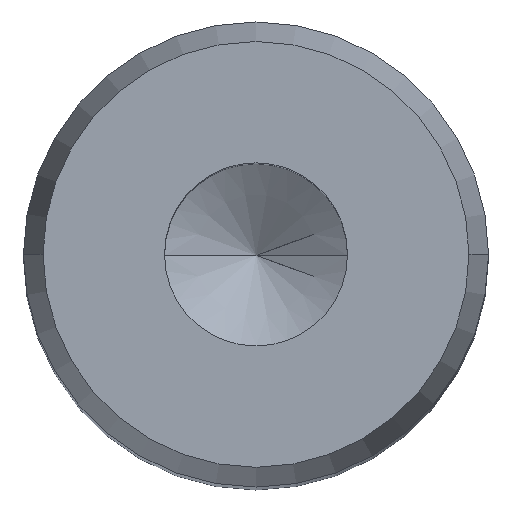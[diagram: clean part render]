
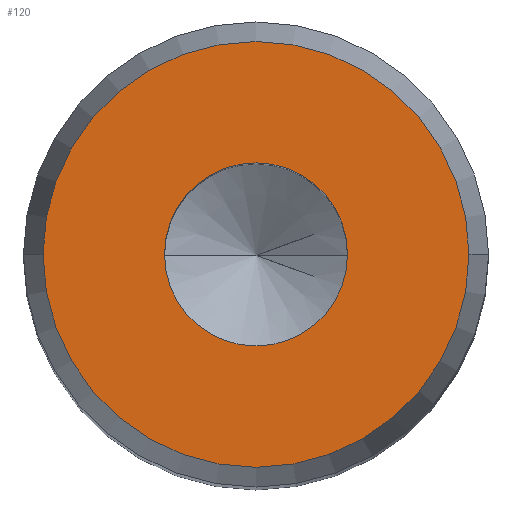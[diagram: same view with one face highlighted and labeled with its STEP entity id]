
A CAD part, top view. The second image highlights one B-rep face of the part: STEP entity #120.
In plain terms, the highlighted planar face has unit normal (0, 0, 1).
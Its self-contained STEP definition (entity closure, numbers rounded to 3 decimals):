
#2 = CARTESIAN_POINT ( 'NONE',  ( 5.814, 0., 50. ) ) ;
#12 = AXIS2_PLACEMENT_3D ( 'NONE', #154, #313, #184 ) ;
#15 = VERTEX_POINT ( 'NONE', #187 ) ;
#18 = CARTESIAN_POINT ( 'NONE',  ( 0., 0., 50. ) ) ;
#23 = ORIENTED_EDGE ( 'NONE', *, *, #400, .F. ) ;
#48 = DIRECTION ( 'NONE',  ( 1., 0., 0. ) ) ;
#51 = DIRECTION ( 'NONE',  ( 0., 0., 1. ) ) ;
#77 = CARTESIAN_POINT ( 'NONE',  ( 0., 0., 50. ) ) ;
#96 = ORIENTED_EDGE ( 'NONE', *, *, #190, .F. ) ;
#116 = DIRECTION ( 'NONE',  ( 1., 0., 0. ) ) ;
#120 = ADVANCED_FACE ( 'NONE', ( #279, #170 ), #287, .T. ) ;
#154 = CARTESIAN_POINT ( 'NONE',  ( 0., 0., 50. ) ) ;
#164 = CIRCLE ( 'NONE', #254, 2.5 ) ;
#167 = CARTESIAN_POINT ( 'NONE',  ( 0., 0., 50. ) ) ;
#170 = FACE_OUTER_BOUND ( 'NONE', #433, .T. ) ;
#184 = DIRECTION ( 'NONE',  ( 1., 0., 0. ) ) ;
#187 = CARTESIAN_POINT ( 'NONE',  ( -5.814, 0., 50. ) ) ;
#188 = DIRECTION ( 'NONE',  ( 0., 0., 1. ) ) ;
#189 = CIRCLE ( 'NONE', #484, 2.5 ) ;
#190 = EDGE_CURVE ( 'NONE', #393, #485, #189, .T. ) ;
#199 = EDGE_LOOP ( 'NONE', ( #96, #23 ) ) ;
#206 = ORIENTED_EDGE ( 'NONE', *, *, #415, .T. ) ;
#228 = CIRCLE ( 'NONE', #12, 5.814 ) ;
#236 = DIRECTION ( 'NONE',  ( 1., 0., 0. ) ) ;
#239 = AXIS2_PLACEMENT_3D ( 'NONE', #18, #243, #48 ) ;
#243 = DIRECTION ( 'NONE',  ( 0., 0., 1. ) ) ;
#254 = AXIS2_PLACEMENT_3D ( 'NONE', #505, #429, #116 ) ;
#275 = CARTESIAN_POINT ( 'NONE',  ( -2.5, 0., 50. ) ) ;
#279 = FACE_BOUND ( 'NONE', #199, .T. ) ;
#287 = PLANE ( 'NONE',  #239 ) ;
#304 = DIRECTION ( 'NONE',  ( 1., 0., 0. ) ) ;
#313 = DIRECTION ( 'NONE',  ( 0., 0., 1. ) ) ;
#367 = VERTEX_POINT ( 'NONE', #2 ) ;
#385 = AXIS2_PLACEMENT_3D ( 'NONE', #77, #188, #236 ) ;
#388 = EDGE_CURVE ( 'NONE', #367, #15, #394, .T. ) ;
#393 = VERTEX_POINT ( 'NONE', #422 ) ;
#394 = CIRCLE ( 'NONE', #385, 5.814 ) ;
#400 = EDGE_CURVE ( 'NONE', #485, #393, #164, .T. ) ;
#402 = ORIENTED_EDGE ( 'NONE', *, *, #388, .T. ) ;
#415 = EDGE_CURVE ( 'NONE', #15, #367, #228, .T. ) ;
#422 = CARTESIAN_POINT ( 'NONE',  ( 2.5, 0., 50. ) ) ;
#429 = DIRECTION ( 'NONE',  ( 0., 0., 1. ) ) ;
#433 = EDGE_LOOP ( 'NONE', ( #206, #402 ) ) ;
#484 = AXIS2_PLACEMENT_3D ( 'NONE', #167, #51, #304 ) ;
#485 = VERTEX_POINT ( 'NONE', #275 ) ;
#505 = CARTESIAN_POINT ( 'NONE',  ( 0., 0., 50. ) ) ;
